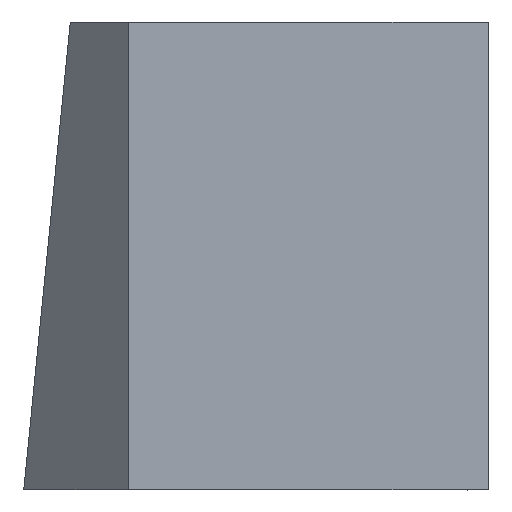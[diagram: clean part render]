
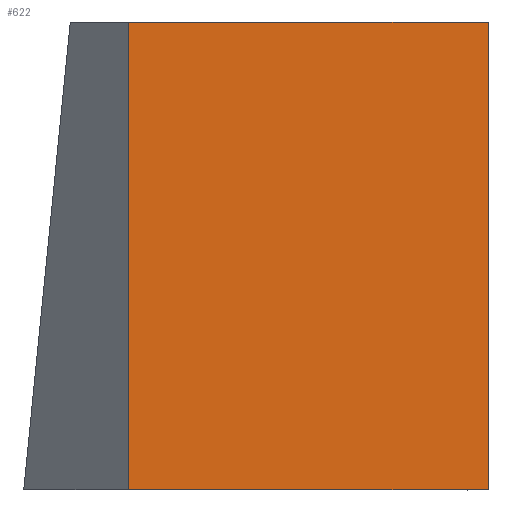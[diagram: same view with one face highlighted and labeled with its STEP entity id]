
A CAD part, front view. The second image highlights one B-rep face of the part: STEP entity #622.
In plain terms, the highlighted planar face has unit normal (0, -1, 0).
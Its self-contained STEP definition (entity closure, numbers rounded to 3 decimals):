
#52=FACE_OUTER_BOUND('',#87,.T.);
#87=EDGE_LOOP('',(#546,#547,#548,#549));
#148=LINE('',#960,#229);
#164=LINE('',#987,#245);
#168=LINE('',#997,#249);
#169=LINE('',#999,#250);
#229=VECTOR('',#785,10.);
#245=VECTOR('',#803,10.);
#249=VECTOR('',#819,10.);
#250=VECTOR('',#822,10.);
#297=VERTEX_POINT('',#957);
#298=VERTEX_POINT('',#959);
#303=VERTEX_POINT('',#974);
#308=VERTEX_POINT('',#985);
#370=EDGE_CURVE('',#297,#298,#148,.T.);
#386=EDGE_CURVE('',#308,#303,#164,.T.);
#390=EDGE_CURVE('',#297,#303,#168,.T.);
#391=EDGE_CURVE('',#298,#308,#169,.T.);
#546=ORIENTED_EDGE('',*,*,#370,.F.);
#547=ORIENTED_EDGE('',*,*,#390,.T.);
#548=ORIENTED_EDGE('',*,*,#386,.F.);
#549=ORIENTED_EDGE('',*,*,#391,.F.);
#590=PLANE('',#672);
#622=ADVANCED_FACE('',(#52),#590,.T.);
#672=AXIS2_PLACEMENT_3D('',#998,#820,#821);
#785=DIRECTION('',(-1.,0.,0.));
#803=DIRECTION('',(1.,0.,0.));
#819=DIRECTION('',(0.,0.,1.));
#820=DIRECTION('center_axis',(0.,-1.,0.));
#821=DIRECTION('ref_axis',(1.,0.,0.));
#822=DIRECTION('',(0.,0.,1.));
#957=CARTESIAN_POINT('',(0.,0.,0.));
#959=CARTESIAN_POINT('',(-20.,0.,0.));
#960=CARTESIAN_POINT('',(-15.438,0.,0.));
#974=CARTESIAN_POINT('',(0.,0.,26.));
#985=CARTESIAN_POINT('',(-20.,0.,26.));
#987=CARTESIAN_POINT('',(-15.438,0.,26.));
#997=CARTESIAN_POINT('',(0.,0.,0.));
#998=CARTESIAN_POINT('Origin',(-17.879,0.,
0.));
#999=CARTESIAN_POINT('',(-20.,0.,0.544));
